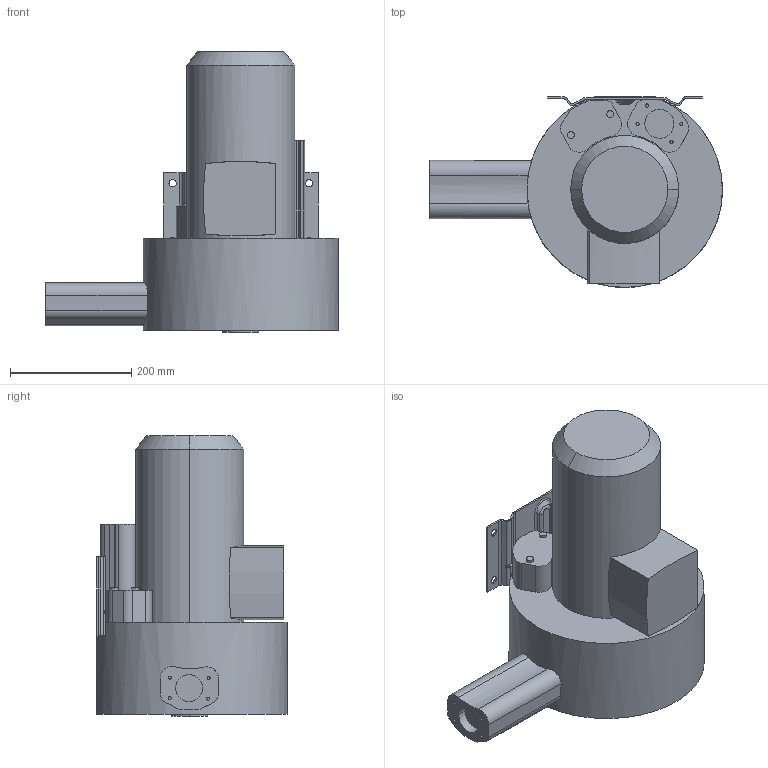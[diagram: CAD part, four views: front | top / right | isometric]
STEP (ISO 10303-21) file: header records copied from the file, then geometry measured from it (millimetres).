
FILE_DESCRIPTION((''),'2;1');
FILE_NAME('2RB420-1HP46','2025-02-25T',('Administrator'),(''),'PRO/ENGINEER BY PARAMETRIC TECHNOLOGY CORPORATION, 2007090','PRO/ENGINEER BY PARAMETRIC TECHNOLOGY CORPORATION, 2007090','');
FILE_SCHEMA(('AUTOMOTIVE_DESIGN_CC2 { 1 2 10303 214 -1 1 5 2 }'));
Length unit declared in the file: millimetre
Products named in the file (1): 2RB420-1HP46
Bounding box: 482.56 x 314.5 x 462.3 mm (x, y, z)
Volume: 23157796.8 mm3; surface area: 696317.3 mm2
Topology: 1 solids, 1 shells, 214 faces, 583 edges, 386 vertices
Faces by surface type: cylinder 111, plane 77, bspline 12, cone 8, extrusion 6
Entity records: 8050 total; most frequent: CARTESIAN_POINT 2557, ORIENTED_EDGE 1166, DIRECTION 1125, EDGE_CURVE 583, AXIS2_PLACEMENT_3D 419, VERTEX_POINT 386, VECTOR 287, LINE 281
